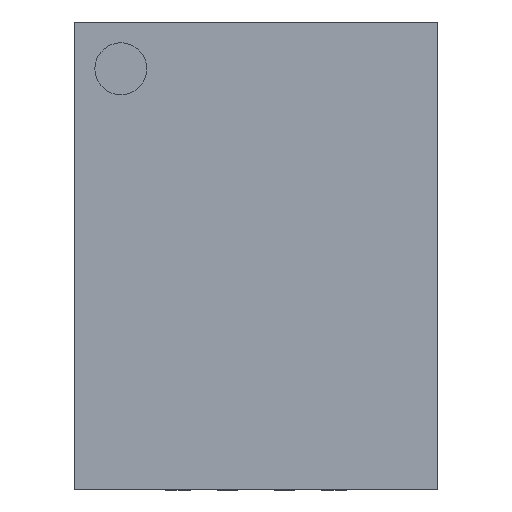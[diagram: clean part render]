
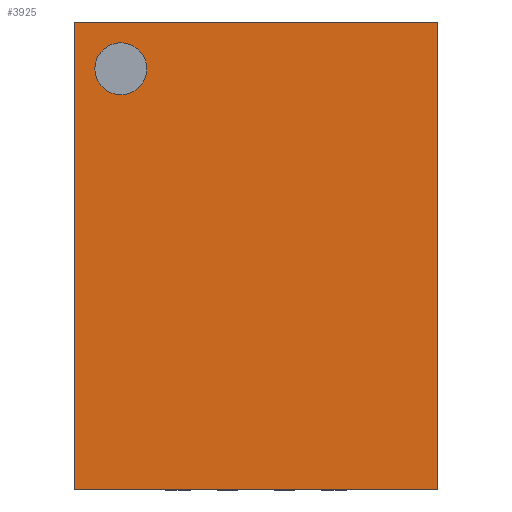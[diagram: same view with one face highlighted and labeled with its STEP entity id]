
A CAD part, top view. The second image highlights one B-rep face of the part: STEP entity #3925.
In plain terms, the highlighted planar face has unit normal (0, 0, 1).
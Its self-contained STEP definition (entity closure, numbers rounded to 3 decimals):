
#17=FACE_BOUND($,#517,.T.);
#47=CIRCLE($,#4174,0.25);
#281=FACE_OUTER_BOUND($,#516,.T.);
#516=EDGE_LOOP($,(#3137,#3138,#3139,#3140));
#517=EDGE_LOOP($,(#3141));
#754=LINE($,#5792,#1226);
#905=LINE($,#6151,#1377);
#907=LINE($,#6155,#1379);
#909=LINE($,#6158,#1381);
#1226=VECTOR($,#4656,4.5);
#1377=VECTOR($,#4987,3.5);
#1379=VECTOR($,#4991,4.5);
#1381=VECTOR($,#4995,3.5);
#1673=VERTEX_POINT($,#5789);
#1674=VERTEX_POINT($,#5791);
#1745=VERTEX_POINT($,#5947);
#1792=VERTEX_POINT($,#6150);
#1793=VERTEX_POINT($,#6154);
#2084=EDGE_CURVE($,#1673,#1674,#754,.T.);
#2167=EDGE_CURVE($,#1745,#1745,#47,.T.);
#2265=EDGE_CURVE($,#1674,#1792,#905,.T.);
#2267=EDGE_CURVE($,#1792,#1793,#907,.T.);
#2269=EDGE_CURVE($,#1793,#1673,#909,.T.);
#3137=ORIENTED_EDGE($,*,*,#2084,.F.);
#3138=ORIENTED_EDGE($,*,*,#2269,.F.);
#3139=ORIENTED_EDGE($,*,*,#2267,.F.);
#3140=ORIENTED_EDGE($,*,*,#2265,.F.);
#3141=ORIENTED_EDGE($,*,*,#2167,.T.);
#3712=PLANE($,#4249);
#3925=ADVANCED_FACE($,(#281,#17),#3712,.T.);
#4174=AXIS2_PLACEMENT_3D($,#5948,#4758,#4759);
#4249=AXIS2_PLACEMENT_3D($,#6159,#4996,#4997);
#4656=DIRECTION($,(0.,1.,0.));
#4758=DIRECTION('center_axis',(0.,0.,-1.));
#4759=DIRECTION('ref_axis',(1.,0.,0.));
#4987=DIRECTION($,(1.,0.,0.));
#4991=DIRECTION($,(0.,-1.,0.));
#4995=DIRECTION($,(-1.,0.,0.));
#4996=DIRECTION('center_axis',(0.,0.,1.));
#4997=DIRECTION('ref_axis',(1.,0.,0.));
#5789=CARTESIAN_POINT('',(-1.75,-2.25,1.));
#5791=CARTESIAN_POINT('',(-1.75,2.25,1.));
#5792=CARTESIAN_POINT($,(-1.75,-1.4,1.));
#5947=CARTESIAN_POINT('',(-1.55,1.8,1.));
#5948=CARTESIAN_POINT('Origin',(-1.3,1.8,1.));
#6150=CARTESIAN_POINT('',(1.75,2.25,1.));
#6151=CARTESIAN_POINT($,(-1.825,2.25,1.));
#6154=CARTESIAN_POINT('',(1.75,-2.25,1.));
#6155=CARTESIAN_POINT($,(1.75,2.25,1.));
#6158=CARTESIAN_POINT($,(1.825,-2.25,1.));
#6159=CARTESIAN_POINT('Origin',(-2.008,-1.583,1.));
